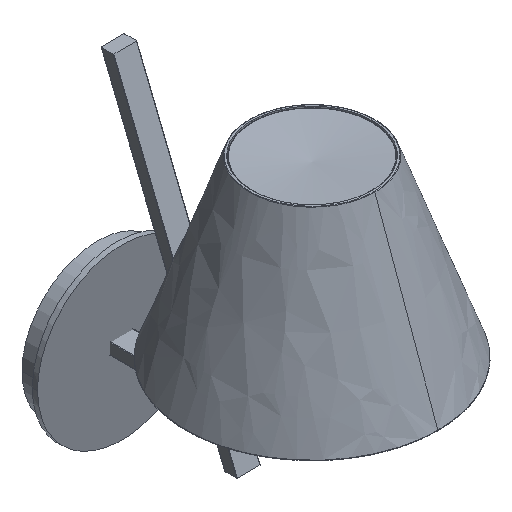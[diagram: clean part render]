
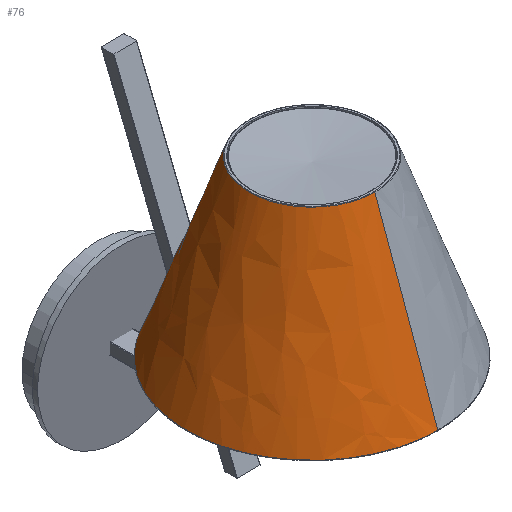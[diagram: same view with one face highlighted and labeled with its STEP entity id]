
A CAD part, isometric view. The second image highlights one B-rep face of the part: STEP entity #76.
In plain terms, the highlighted free-form (B-spline) face has degree [2, 1] with [5, 2] control points.
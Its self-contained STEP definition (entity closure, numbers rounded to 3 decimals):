
#76=ADVANCED_FACE($,(#188),#1490,.T.);
#188=FACE_OUTER_BOUND($,#302,.T.);
#302=EDGE_LOOP($,(#550,#551,#552,#553,#554,#555,#556,#557,#558,#559));
#550=ORIENTED_EDGE($,*,*,#1039,.T.);
#551=ORIENTED_EDGE($,*,*,#1032,.F.);
#552=ORIENTED_EDGE($,*,*,#1040,.T.);
#553=ORIENTED_EDGE($,*,*,#1041,.T.);
#554=ORIENTED_EDGE($,*,*,#1042,.T.);
#555=ORIENTED_EDGE($,*,*,#1043,.T.);
#556=ORIENTED_EDGE($,*,*,#1044,.T.);
#557=ORIENTED_EDGE($,*,*,#1038,.T.);
#558=ORIENTED_EDGE($,*,*,#1036,.T.);
#559=ORIENTED_EDGE($,*,*,#1037,.T.);
#1032=EDGE_CURVE($,#1293,#1294,#1705,.T.);
#1036=EDGE_CURVE($,#1297,#1298,#1569,.T.);
#1037=EDGE_CURVE($,#1298,#1300,#1570,.T.);
#1038=EDGE_CURVE($,#1299,#1297,#1571,.T.);
#1039=EDGE_CURVE($,#1300,#1294,#1572,.T.);
#1040=EDGE_CURVE($,#1293,#1301,#1707,.T.);
#1041=EDGE_CURVE($,#1301,#1302,#1708,.T.);
#1042=EDGE_CURVE($,#1302,#1303,#1709,.T.);
#1043=EDGE_CURVE($,#1303,#1304,#1710,.T.);
#1044=EDGE_CURVE($,#1304,#1299,#1573,.T.);
#1293=VERTEX_POINT($,#3169);
#1294=VERTEX_POINT($,#3170);
#1297=VERTEX_POINT($,#3173);
#1298=VERTEX_POINT($,#3174);
#1299=VERTEX_POINT($,#3175);
#1300=VERTEX_POINT($,#3176);
#1301=VERTEX_POINT($,#3177);
#1302=VERTEX_POINT($,#3178);
#1303=VERTEX_POINT($,#3179);
#1304=VERTEX_POINT($,#3180);
#1490=(
BOUNDED_SURFACE()
B_SPLINE_SURFACE(2,1,((#3026,#3027),(#3028,#3029),(#3030,#3031),(#3032,#3033),
(#3034,#3035)),.UNSPECIFIED.,.F.,.F.,.F.)
B_SPLINE_SURFACE_WITH_KNOTS((3,2,3),(2,2),(0.,167.221,334.442),
(142.164,284.92),.UNSPECIFIED.)
GEOMETRIC_REPRESENTATION_ITEM()
RATIONAL_B_SPLINE_SURFACE(((1.,1.),(0.707,0.707),
(1.,1.),(0.707,0.707),(1.,1.)))
REPRESENTATION_ITEM($)
SURFACE()
);
#1569=(
BOUNDED_CURVE()
B_SPLINE_CURVE(2,(#2785,#2786,#2787,#2788,#2789),.UNSPECIFIED.,.F.,.F.)
B_SPLINE_CURVE_WITH_KNOTS((3,2,3),(0.,167.221,334.442),
.UNSPECIFIED.)
CURVE()
GEOMETRIC_REPRESENTATION_ITEM()
RATIONAL_B_SPLINE_CURVE((1.,0.707,1.,0.707,1.))
REPRESENTATION_ITEM($)
);
#1570=(
BOUNDED_CURVE()
B_SPLINE_CURVE(1,(#2790,#2791),.UNSPECIFIED.,.F.,.F.)
B_SPLINE_CURVE_WITH_KNOTS((2,2),(142.164,272.376),.UNSPECIFIED.)
CURVE()
GEOMETRIC_REPRESENTATION_ITEM()
RATIONAL_B_SPLINE_CURVE((1.,1.))
REPRESENTATION_ITEM($)
);
#1571=(
BOUNDED_CURVE()
B_SPLINE_CURVE(1,(#2792,#2793),.UNSPECIFIED.,.F.,.F.)
B_SPLINE_CURVE_WITH_KNOTS((2,2),(-284.92,-142.164),.UNSPECIFIED.)
CURVE()
GEOMETRIC_REPRESENTATION_ITEM()
RATIONAL_B_SPLINE_CURVE((1.,1.))
REPRESENTATION_ITEM($)
);
#1572=(
BOUNDED_CURVE()
B_SPLINE_CURVE(2,(#2794,#2795,#2796),.UNSPECIFIED.,.F.,.F.)
B_SPLINE_CURVE_WITH_KNOTS((3,3),(-6.505,0.),.UNSPECIFIED.)
CURVE()
GEOMETRIC_REPRESENTATION_ITEM()
RATIONAL_B_SPLINE_CURVE((1.,0.999,1.))
REPRESENTATION_ITEM($)
);
#1573=(
BOUNDED_CURVE()
B_SPLINE_CURVE(2,(#2813,#2814,#2815,#2816,#2817),.UNSPECIFIED.,.F.,.F.)
B_SPLINE_CURVE_WITH_KNOTS((3,2,3),(-322.907,-167.221,0.),
.UNSPECIFIED.)
CURVE()
GEOMETRIC_REPRESENTATION_ITEM()
RATIONAL_B_SPLINE_CURVE((1.,0.741,1.,0.707,1.))
REPRESENTATION_ITEM($)
);
#1705=B_SPLINE_CURVE_WITH_KNOTS($,3,(#2767,#2768,#2769,#2770,#2771,#2772,
#2773,#2774),.UNSPECIFIED.,.F.,.F.,(4,2,2,4),(0.,0.488,0.744,
1.),.UNSPECIFIED.);
#1707=B_SPLINE_CURVE_WITH_KNOTS($,3,(#2797,#2798,#2799,#2800),.UNSPECIFIED.,
.F.,.F.,(4,4),(-1.,0.),.UNSPECIFIED.);
#1708=B_SPLINE_CURVE_WITH_KNOTS($,3,(#2801,#2802,#2803,#2804),.UNSPECIFIED.,
.F.,.F.,(4,4),(4331.477,4331.939),.UNSPECIFIED.);
#1709=B_SPLINE_CURVE_WITH_KNOTS($,3,(#2805,#2806,#2807,#2808),.UNSPECIFIED.,
.F.,.F.,(4,4),(0.,1.),.UNSPECIFIED.);
#1710=B_SPLINE_CURVE_WITH_KNOTS($,3,(#2809,#2810,#2811,#2812),.UNSPECIFIED.,
.F.,.F.,(4,4),(-1.,-0.004),.UNSPECIFIED.);
#2767=CARTESIAN_POINT($,(-8.7,-72.208,72.538));
#2768=CARTESIAN_POINT($,(-8.692,-72.375,73.001));
#2769=CARTESIAN_POINT($,(-8.54,-72.55,73.522));
#2770=CARTESIAN_POINT($,(-7.924,-72.743,74.207));
#2771=CARTESIAN_POINT($,(-7.663,-72.788,74.392));
#2772=CARTESIAN_POINT($,(-7.103,-72.832,74.638));
#2773=CARTESIAN_POINT($,(-6.8,-72.832,74.7));
#2774=CARTESIAN_POINT($,(-6.5,-72.811,74.7));
#2785=CARTESIAN_POINT($,(0.,-213.389,197.17));
#2786=CARTESIAN_POINT($,(-48.289,-213.389,197.17));
#2787=CARTESIAN_POINT($,(-48.289,-165.1,197.17));
#2788=CARTESIAN_POINT($,(-48.289,-116.811,197.17));
#2789=CARTESIAN_POINT($,(0.,-116.811,197.17));
#2790=CARTESIAN_POINT($,(0.,-116.811,197.17));
#2791=CARTESIAN_POINT($,(0.,-72.582,74.7));
#2792=CARTESIAN_POINT($,(0.,-261.878,62.902));
#2793=CARTESIAN_POINT($,(0.,-213.389,197.17));
#2794=CARTESIAN_POINT($,(0.,-72.582,74.7));
#2795=CARTESIAN_POINT($,(-3.254,-72.582,74.7));
#2796=CARTESIAN_POINT($,(-6.5,-72.811,74.7));
#2797=CARTESIAN_POINT($,(-8.7,-72.208,72.538));
#2798=CARTESIAN_POINT($,(-8.7,-72.192,72.494));
#2799=CARTESIAN_POINT($,(-8.701,-72.176,72.449));
#2800=CARTESIAN_POINT($,(-8.702,-72.16,72.404));
#2801=CARTESIAN_POINT($,(-8.702,-72.16,72.404));
#2802=CARTESIAN_POINT($,(-8.742,-72.162,72.399));
#2803=CARTESIAN_POINT($,(-8.783,-72.164,72.394));
#2804=CARTESIAN_POINT($,(-8.823,-72.166,72.389));
#2805=CARTESIAN_POINT($,(-8.823,-72.166,72.389));
#2806=CARTESIAN_POINT($,(-9.14,-72.182,72.35));
#2807=CARTESIAN_POINT($,(-9.312,-72.065,71.979));
#2808=CARTESIAN_POINT($,(-9.322,-71.948,71.655));
#2809=CARTESIAN_POINT($,(-9.322,-71.948,71.655));
#2810=CARTESIAN_POINT($,(-9.419,-70.896,68.722));
#2811=CARTESIAN_POINT($,(-9.516,-69.844,65.789));
#2812=CARTESIAN_POINT($,(-9.613,-68.792,62.857));
#2813=CARTESIAN_POINT($,(-9.613,-68.792,62.857));
#2814=CARTESIAN_POINT($,(-96.779,-77.493,62.858));
#2815=CARTESIAN_POINT($,(-96.779,-165.096,62.878));
#2816=CARTESIAN_POINT($,(-96.778,-261.878,62.901));
#2817=CARTESIAN_POINT($,(0.,-261.878,62.902));
#3026=CARTESIAN_POINT($,(0.,-213.389,197.17));
#3027=CARTESIAN_POINT($,(0.,-261.878,62.902));
#3028=CARTESIAN_POINT($,(-48.289,-213.389,197.17));
#3029=CARTESIAN_POINT($,(-96.778,-261.878,62.902));
#3030=CARTESIAN_POINT($,(-48.289,-165.1,197.17));
#3031=CARTESIAN_POINT($,(-96.778,-165.1,62.902));
#3032=CARTESIAN_POINT($,(-48.289,-116.811,197.17));
#3033=CARTESIAN_POINT($,(-96.778,-68.322,62.902));
#3034=CARTESIAN_POINT($,(0.,-116.811,197.17));
#3035=CARTESIAN_POINT($,(0.,-68.322,62.902));
#3169=CARTESIAN_POINT($,(-8.7,-72.208,72.538));
#3170=CARTESIAN_POINT($,(-6.5,-72.811,74.7));
#3173=CARTESIAN_POINT($,(0.,-213.389,197.17));
#3174=CARTESIAN_POINT($,(0.,-116.811,197.17));
#3175=CARTESIAN_POINT($,(0.,-261.878,62.902));
#3176=CARTESIAN_POINT($,(0.,-72.582,74.7));
#3177=CARTESIAN_POINT($,(-8.702,-72.16,72.404));
#3178=CARTESIAN_POINT($,(-8.823,-72.166,72.389));
#3179=CARTESIAN_POINT($,(-9.322,-71.948,71.655));
#3180=CARTESIAN_POINT($,(-9.613,-68.792,62.857));
